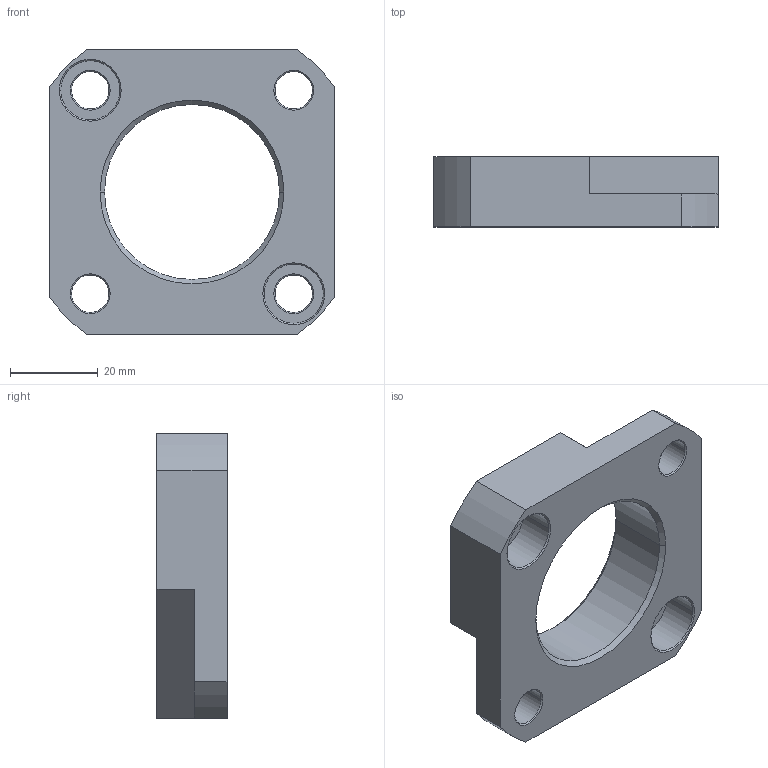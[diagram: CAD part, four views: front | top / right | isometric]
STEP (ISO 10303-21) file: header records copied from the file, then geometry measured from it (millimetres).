
FILE_DESCRIPTION (( 'STEP AP214' ), '1' );
FILE_NAME ('RD001420.STEP', '2023-07-13T07:16:28', ( '' ), ( '' ), 'SwSTEP 2.0', 'SolidWorks 2022', '' );
FILE_SCHEMA (( 'AUTOMOTIVE_DESIGN' ));
Length unit declared in the file: millimetre
Products named in the file (1): RD001420
Bounding box: 65 x 16 x 65 mm (x, y, z)
Volume: 34346.7 mm3; surface area: 12207.6 mm2
Topology: 1 solids, 1 shells, 54 faces, 126 edges, 76 vertices
Faces by surface type: cone 24, cylinder 18, plane 12
Entity records: 1592 total; most frequent: DIRECTION 296, CARTESIAN_POINT 257, ORIENTED_EDGE 252, EDGE_CURVE 126, AXIS2_PLACEMENT_3D 115, VERTEX_POINT 76, VECTOR 66, LINE 66
